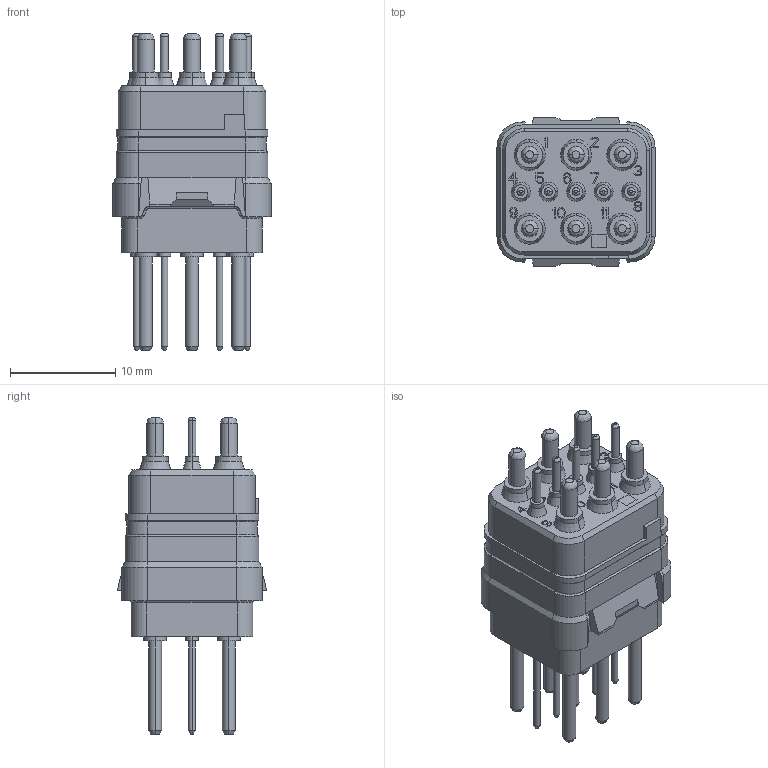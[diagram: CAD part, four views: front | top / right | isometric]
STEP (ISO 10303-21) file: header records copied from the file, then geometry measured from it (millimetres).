
FILE_DESCRIPTION((''),'2;1');
FILE_NAME('SIMM9901PNG','2019-12-16T',('presta_be4'),(''),'CREO PARAMETRIC BY PTC INC, 2018360','CREO PARAMETRIC BY PTC INC, 2018360','');
FILE_SCHEMA(('CONFIG_CONTROL_DESIGN'));
Length unit declared in the file: millimetre
Products named in the file (1): SIMM9901PNG
Bounding box: 15 x 14.1 x 30.11 mm (x, y, z)
Volume: 2873.4 mm3; surface area: 1746.1 mm2
Topology: 1 solids, 1 shells, 1265 faces, 3344 edges, 2166 vertices
Faces by surface type: plane 987, cylinder 162, cone 74, bspline 22, torus 20
Entity records: 38791 total; most frequent: CARTESIAN_POINT 7163, ORIENTED_EDGE 6688, DIRECTION 6253, EDGE_CURVE 3344, VECTOR 2905, LINE 2905, VERTEX_POINT 2166, AXIS2_PLACEMENT_3D 1674
